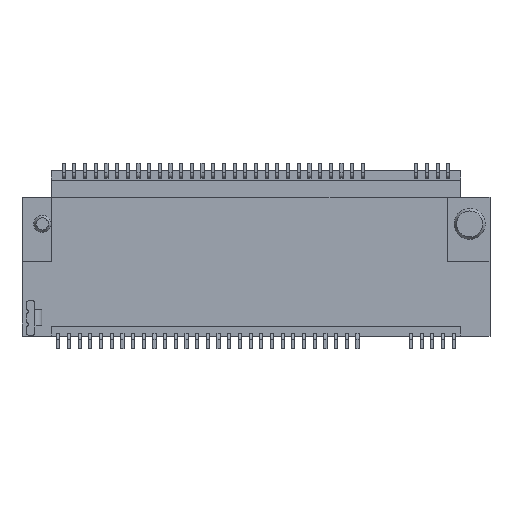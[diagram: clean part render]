
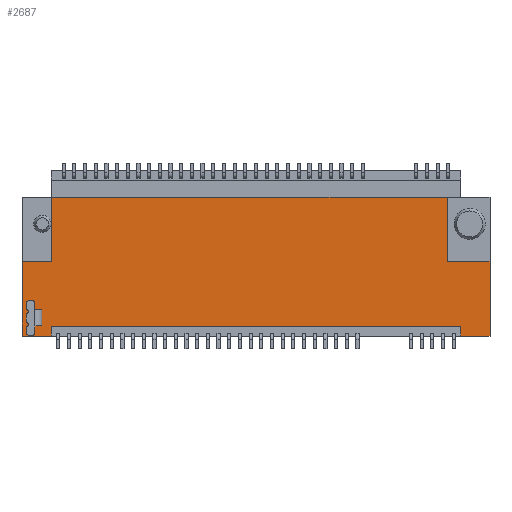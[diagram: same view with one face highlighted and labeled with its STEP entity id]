
A CAD part, front view. The second image highlights one B-rep face of the part: STEP entity #2687.
In plain terms, the highlighted planar face has unit normal (0, -1, 0).
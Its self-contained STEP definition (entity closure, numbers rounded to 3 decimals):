
#2583 = VERTEX_POINT('',#2584);
#2584 = CARTESIAN_POINT('',(-9.575,0.325,2.75));
#2590 = EDGE_CURVE('',#2583,#2591,#2593,.T.);
#2591 = VERTEX_POINT('',#2592);
#2592 = CARTESIAN_POINT('',(8.95,0.325,2.75));
#2593 = LINE('',#2594,#2595);
#2594 = CARTESIAN_POINT('',(-10.95,0.325,2.75));
#2595 = VECTOR('',#2596,1.);
#2596 = DIRECTION('',(1.,0.,0.));
#2687 = ADVANCED_FACE('',(#2688),#2777,.T.);
#2688 = FACE_BOUND('',#2689,.T.);
#2689 = EDGE_LOOP('',(#2690,#2700,#2708,#2716,#2724,#2732,#2740,#2748,
    #2756,#2762,#2763,#2771));
#2690 = ORIENTED_EDGE('',*,*,#2691,.F.);
#2691 = EDGE_CURVE('',#2692,#2694,#2696,.T.);
#2692 = VERTEX_POINT('',#2693);
#2693 = CARTESIAN_POINT('',(-10.95,0.325,-3.75));
#2694 = VERTEX_POINT('',#2695);
#2695 = CARTESIAN_POINT('',(-10.95,0.325,-0.25));
#2696 = LINE('',#2697,#2698);
#2697 = CARTESIAN_POINT('',(-10.95,0.325,-3.75));
#2698 = VECTOR('',#2699,1.);
#2699 = DIRECTION('',(0.,0.,1.));
#2700 = ORIENTED_EDGE('',*,*,#2701,.T.);
#2701 = EDGE_CURVE('',#2692,#2702,#2704,.T.);
#2702 = VERTEX_POINT('',#2703);
#2703 = CARTESIAN_POINT('',(-9.575,0.325,-3.75));
#2704 = LINE('',#2705,#2706);
#2705 = CARTESIAN_POINT('',(-10.95,0.325,-3.75));
#2706 = VECTOR('',#2707,1.);
#2707 = DIRECTION('',(1.,0.,0.));
#2708 = ORIENTED_EDGE('',*,*,#2709,.F.);
#2709 = EDGE_CURVE('',#2710,#2702,#2712,.T.);
#2710 = VERTEX_POINT('',#2711);
#2711 = CARTESIAN_POINT('',(-9.575,0.325,-3.3));
#2712 = LINE('',#2713,#2714);
#2713 = CARTESIAN_POINT('',(-9.575,0.325,-0.275));
#2714 = VECTOR('',#2715,1.);
#2715 = DIRECTION('',(0.,0.,-1.));
#2716 = ORIENTED_EDGE('',*,*,#2717,.F.);
#2717 = EDGE_CURVE('',#2718,#2710,#2720,.T.);
#2718 = VERTEX_POINT('',#2719);
#2719 = CARTESIAN_POINT('',(9.575,0.325,-3.3));
#2720 = LINE('',#2721,#2722);
#2721 = CARTESIAN_POINT('',(9.575,0.325,-3.3));
#2722 = VECTOR('',#2723,1.);
#2723 = DIRECTION('',(-1.,0.,0.));
#2724 = ORIENTED_EDGE('',*,*,#2725,.T.);
#2725 = EDGE_CURVE('',#2718,#2726,#2728,.T.);
#2726 = VERTEX_POINT('',#2727);
#2727 = CARTESIAN_POINT('',(9.575,0.325,-3.75));
#2728 = LINE('',#2729,#2730);
#2729 = CARTESIAN_POINT('',(9.575,0.325,-3.3));
#2730 = VECTOR('',#2731,1.);
#2731 = DIRECTION('',(0.,0.,-1.));
#2732 = ORIENTED_EDGE('',*,*,#2733,.T.);
#2733 = EDGE_CURVE('',#2726,#2734,#2736,.T.);
#2734 = VERTEX_POINT('',#2735);
#2735 = CARTESIAN_POINT('',(10.95,0.325,-3.75));
#2736 = LINE('',#2737,#2738);
#2737 = CARTESIAN_POINT('',(-10.95,0.325,-3.75));
#2738 = VECTOR('',#2739,1.);
#2739 = DIRECTION('',(1.,0.,0.));
#2740 = ORIENTED_EDGE('',*,*,#2741,.T.);
#2741 = EDGE_CURVE('',#2734,#2742,#2744,.T.);
#2742 = VERTEX_POINT('',#2743);
#2743 = CARTESIAN_POINT('',(10.95,0.325,-0.25));
#2744 = LINE('',#2745,#2746);
#2745 = CARTESIAN_POINT('',(10.95,0.325,-3.75));
#2746 = VECTOR('',#2747,1.);
#2747 = DIRECTION('',(0.,0.,1.));
#2748 = ORIENTED_EDGE('',*,*,#2749,.T.);
#2749 = EDGE_CURVE('',#2742,#2750,#2752,.T.);
#2750 = VERTEX_POINT('',#2751);
#2751 = CARTESIAN_POINT('',(8.95,0.325,-0.25));
#2752 = LINE('',#2753,#2754);
#2753 = CARTESIAN_POINT('',(-1.,0.325,-0.25));
#2754 = VECTOR('',#2755,1.);
#2755 = DIRECTION('',(-1.,0.,0.));
#2756 = ORIENTED_EDGE('',*,*,#2757,.T.);
#2757 = EDGE_CURVE('',#2750,#2591,#2758,.T.);
#2758 = LINE('',#2759,#2760);
#2759 = CARTESIAN_POINT('',(8.95,0.325,-0.5));
#2760 = VECTOR('',#2761,1.);
#2761 = DIRECTION('',(0.,0.,1.));
#2762 = ORIENTED_EDGE('',*,*,#2590,.F.);
#2763 = ORIENTED_EDGE('',*,*,#2764,.T.);
#2764 = EDGE_CURVE('',#2583,#2765,#2767,.T.);
#2765 = VERTEX_POINT('',#2766);
#2766 = CARTESIAN_POINT('',(-9.575,0.325,-0.25));
#2767 = LINE('',#2768,#2769);
#2768 = CARTESIAN_POINT('',(-9.575,0.325,-2.));
#2769 = VECTOR('',#2770,1.);
#2770 = DIRECTION('',(0.,0.,-1.));
#2771 = ORIENTED_EDGE('',*,*,#2772,.T.);
#2772 = EDGE_CURVE('',#2765,#2694,#2773,.T.);
#2773 = LINE('',#2774,#2775);
#2774 = CARTESIAN_POINT('',(-10.95,0.325,-0.25));
#2775 = VECTOR('',#2776,1.);
#2776 = DIRECTION('',(-1.,0.,0.));
#2777 = PLANE('',#2778);
#2778 = AXIS2_PLACEMENT_3D('',#2779,#2780,#2781);
#2779 = CARTESIAN_POINT('',(-10.95,0.325,-3.75));
#2780 = DIRECTION('',(0.,-1.,0.));
#2781 = DIRECTION('',(0.,0.,1.));
